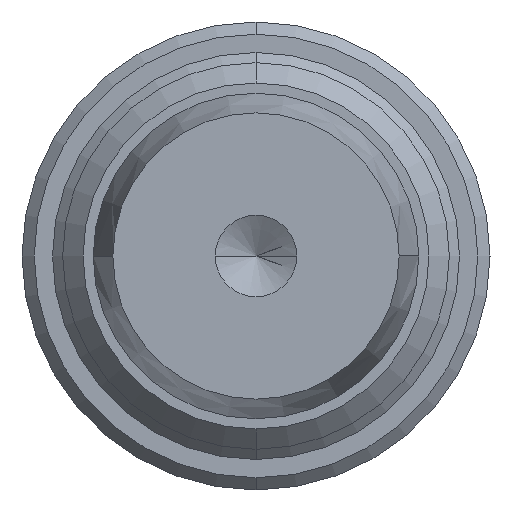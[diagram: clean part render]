
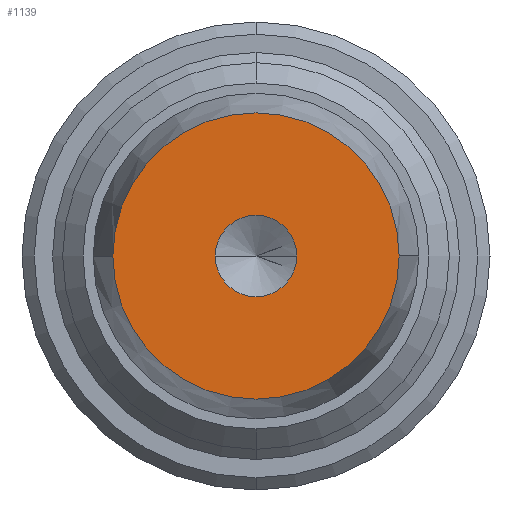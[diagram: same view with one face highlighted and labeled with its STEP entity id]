
A CAD part, front view. The second image highlights one B-rep face of the part: STEP entity #1139.
In plain terms, the highlighted planar face has unit normal (0, -1, 0).
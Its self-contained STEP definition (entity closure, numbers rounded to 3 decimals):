
#20 = ORIENTED_EDGE ( 'NONE', *, *, #660, .F. ) ;
#54 = DIRECTION ( 'NONE',  ( 1., 0., 0. ) ) ;
#68 = CIRCLE ( 'NONE', #1569, 3.518 ) ;
#161 = CARTESIAN_POINT ( 'NONE',  ( 1., 0., 0. ) ) ;
#234 = CARTESIAN_POINT ( 'NONE',  ( 0., 0., 0. ) ) ;
#285 = DIRECTION ( 'NONE',  ( 1., 0., 0. ) ) ;
#342 = EDGE_LOOP ( 'NONE', ( #1527, #20 ) ) ;
#344 = EDGE_CURVE ( 'NONE', #1080, #1407, #1365, .T. ) ;
#345 = CARTESIAN_POINT ( 'NONE',  ( -1., 0., 0. ) ) ;
#349 = FACE_BOUND ( 'NONE', #1034, .T. ) ;
#360 = AXIS2_PLACEMENT_3D ( 'NONE', #1254, #882, #285 ) ;
#365 = FACE_OUTER_BOUND ( 'NONE', #342, .T. ) ;
#368 = CIRCLE ( 'NONE', #360, 1. ) ;
#369 = AXIS2_PLACEMENT_3D ( 'NONE', #1094, #736, #859 ) ;
#377 = CARTESIAN_POINT ( 'NONE',  ( 3.518, 0., 0. ) ) ;
#382 = DIRECTION ( 'NONE',  ( 0., 1., 0. ) ) ;
#512 = ORIENTED_EDGE ( 'NONE', *, *, #344, .F. ) ;
#534 = AXIS2_PLACEMENT_3D ( 'NONE', #234, #1076, #613 ) ;
#613 = DIRECTION ( 'NONE',  ( -1., 0., 0. ) ) ;
#660 = EDGE_CURVE ( 'NONE', #1368, #981, #68, .T. ) ;
#736 = DIRECTION ( 'NONE',  ( 0., 1., 0. ) ) ;
#798 = EDGE_CURVE ( 'NONE', #1407, #1080, #368, .T. ) ;
#859 = DIRECTION ( 'NONE',  ( -1., 0., 0. ) ) ;
#860 = CARTESIAN_POINT ( 'NONE',  ( 0., 0., 0. ) ) ;
#882 = DIRECTION ( 'NONE',  ( 0., -1., 0. ) ) ;
#981 = VERTEX_POINT ( 'NONE', #1530 ) ;
#1034 = EDGE_LOOP ( 'NONE', ( #1469, #512 ) ) ;
#1042 = DIRECTION ( 'NONE',  ( 0., -1., 0. ) ) ;
#1052 = CIRCLE ( 'NONE', #534, 3.518 ) ;
#1076 = DIRECTION ( 'NONE',  ( 0., 1., 0. ) ) ;
#1080 = VERTEX_POINT ( 'NONE', #345 ) ;
#1094 = CARTESIAN_POINT ( 'NONE',  ( -4., 0., 0. ) ) ;
#1133 = EDGE_CURVE ( 'NONE', #981, #1368, #1052, .T. ) ;
#1139 = ADVANCED_FACE ( 'NONE', ( #349, #365 ), #1440, .F. ) ;
#1254 = CARTESIAN_POINT ( 'NONE',  ( 0., 0., 0. ) ) ;
#1300 = AXIS2_PLACEMENT_3D ( 'NONE', #1517, #1042, #54 ) ;
#1365 = CIRCLE ( 'NONE', #1300, 1. ) ;
#1366 = DIRECTION ( 'NONE',  ( -1., 0., 0. ) ) ;
#1368 = VERTEX_POINT ( 'NONE', #377 ) ;
#1407 = VERTEX_POINT ( 'NONE', #161 ) ;
#1440 = PLANE ( 'NONE',  #369 ) ;
#1469 = ORIENTED_EDGE ( 'NONE', *, *, #798, .F. ) ;
#1517 = CARTESIAN_POINT ( 'NONE',  ( 0., 0., 0. ) ) ;
#1527 = ORIENTED_EDGE ( 'NONE', *, *, #1133, .F. ) ;
#1530 = CARTESIAN_POINT ( 'NONE',  ( -3.518, 0., 0. ) ) ;
#1569 = AXIS2_PLACEMENT_3D ( 'NONE', #860, #382, #1366 ) ;
